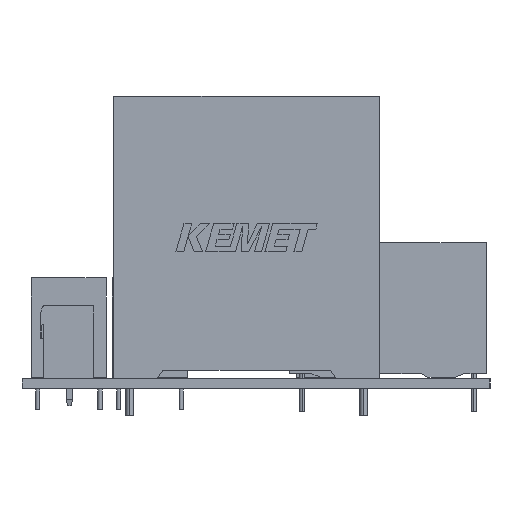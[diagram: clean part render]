
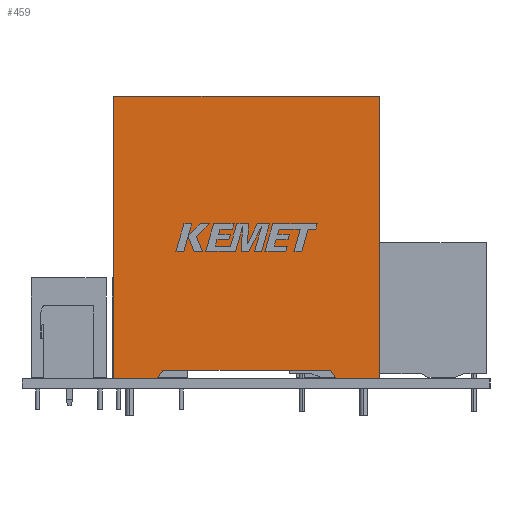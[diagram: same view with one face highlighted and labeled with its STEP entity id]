
A CAD part, left-side view. The second image highlights one B-rep face of the part: STEP entity #459.
In plain terms, the highlighted face is planar.
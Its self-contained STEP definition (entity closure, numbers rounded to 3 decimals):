
#292 = VERTEX_POINT('',#293);
#293 = CARTESIAN_POINT('',(34.75,1.329,30.4));
#299 = EDGE_CURVE('',#292,#300,#302,.T.);
#300 = VERTEX_POINT('',#301);
#301 = CARTESIAN_POINT('',(7.85,1.329,30.4));
#302 = LINE('',#303,#304);
#303 = CARTESIAN_POINT('',(21.3,1.329,30.4));
#304 = VECTOR('',#305,1.);
#305 = DIRECTION('',(-1.,0.,0.));
#410 = VERTEX_POINT('',#411);
#411 = CARTESIAN_POINT('',(42.6,0.,30.4));
#417 = EDGE_CURVE('',#418,#410,#420,.T.);
#418 = VERTEX_POINT('',#419);
#419 = CARTESIAN_POINT('',(35.65,0.,30.4));
#420 = LINE('',#421,#422);
#421 = CARTESIAN_POINT('',(0.,0.,30.4));
#422 = VECTOR('',#423,1.);
#423 = DIRECTION('',(1.,0.,0.));
#459 = ADVANCED_FACE('',(#460),#508,.F.);
#460 = FACE_BOUND('',#461,.T.);
#461 = EDGE_LOOP('',(#462,#463,#469,#470,#478,#486,#494,#502));
#462 = ORIENTED_EDGE('',*,*,#299,.F.);
#463 = ORIENTED_EDGE('',*,*,#464,.T.);
#464 = EDGE_CURVE('',#292,#418,#465,.T.);
#465 = LINE('',#466,#467);
#466 = CARTESIAN_POINT('',(34.75,1.329,30.4));
#467 = VECTOR('',#468,1.);
#468 = DIRECTION('',(0.561,-0.828,0.));
#469 = ORIENTED_EDGE('',*,*,#417,.T.);
#470 = ORIENTED_EDGE('',*,*,#471,.T.);
#471 = EDGE_CURVE('',#410,#472,#474,.T.);
#472 = VERTEX_POINT('',#473);
#473 = CARTESIAN_POINT('',(42.6,45.2,30.4));
#474 = LINE('',#475,#476);
#475 = CARTESIAN_POINT('',(42.6,0.,30.4));
#476 = VECTOR('',#477,1.);
#477 = DIRECTION('',(0.,1.,0.));
#478 = ORIENTED_EDGE('',*,*,#479,.T.);
#479 = EDGE_CURVE('',#472,#480,#482,.T.);
#480 = VERTEX_POINT('',#481);
#481 = CARTESIAN_POINT('',(0.,45.2,30.4));
#482 = LINE('',#483,#484);
#483 = CARTESIAN_POINT('',(0.,45.2,30.4));
#484 = VECTOR('',#485,1.);
#485 = DIRECTION('',(-1.,-0.,-0.));
#486 = ORIENTED_EDGE('',*,*,#487,.T.);
#487 = EDGE_CURVE('',#480,#488,#490,.T.);
#488 = VERTEX_POINT('',#489);
#489 = CARTESIAN_POINT('',(0.,0.,30.4));
#490 = LINE('',#491,#492);
#491 = CARTESIAN_POINT('',(0.,0.,30.4));
#492 = VECTOR('',#493,1.);
#493 = DIRECTION('',(-0.,-1.,-0.));
#494 = ORIENTED_EDGE('',*,*,#495,.T.);
#495 = EDGE_CURVE('',#488,#496,#498,.T.);
#496 = VERTEX_POINT('',#497);
#497 = CARTESIAN_POINT('',(6.95,0.,30.4));
#498 = LINE('',#499,#500);
#499 = CARTESIAN_POINT('',(0.,0.,30.4));
#500 = VECTOR('',#501,1.);
#501 = DIRECTION('',(1.,0.,0.));
#502 = ORIENTED_EDGE('',*,*,#503,.F.);
#503 = EDGE_CURVE('',#300,#496,#504,.T.);
#504 = LINE('',#505,#506);
#505 = CARTESIAN_POINT('',(7.85,1.329,30.4));
#506 = VECTOR('',#507,1.);
#507 = DIRECTION('',(-0.561,-0.828,0.));
#508 = PLANE('',#509);
#509 = AXIS2_PLACEMENT_3D('',#510,#511,#512);
#510 = CARTESIAN_POINT('',(0.,0.,30.4));
#511 = DIRECTION('',(0.,0.,-1.));
#512 = DIRECTION('',(-1.,0.,-0.));
